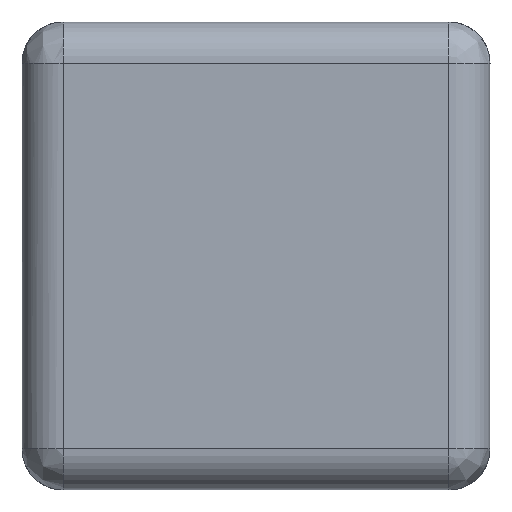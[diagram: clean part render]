
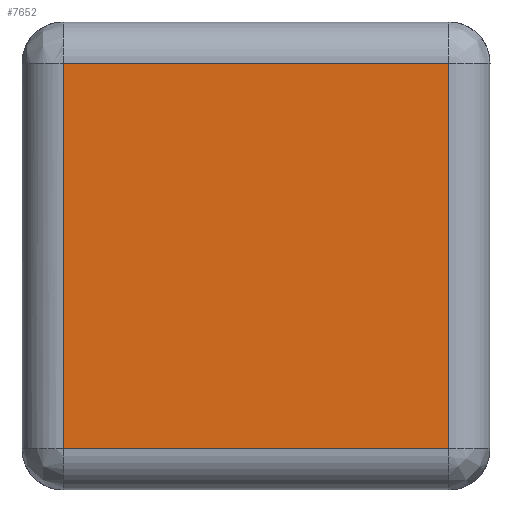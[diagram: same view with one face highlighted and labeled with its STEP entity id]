
A CAD part, left-side view. The second image highlights one B-rep face of the part: STEP entity #7652.
In plain terms, the highlighted planar face has unit normal (-1, 0, 0).
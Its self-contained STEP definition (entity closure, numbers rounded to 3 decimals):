
#274 = CARTESIAN_POINT ( 'NONE',  ( -1.6, -0.7, 1.55 ) ) ;
#297 = DIRECTION ( 'NONE',  ( 0., 0., -1. ) ) ;
#768 = CARTESIAN_POINT ( 'NONE',  ( -1.6, -0.7, 1.55 ) ) ;
#970 = PLANE ( 'NONE',  #3607 ) ;
#975 = LINE ( 'NONE', #6647, #5706 ) ;
#978 = DIRECTION ( 'NONE',  ( 0., -1., 0. ) ) ;
#1560 = ORIENTED_EDGE ( 'NONE', *, *, #2583, .F. ) ;
#2209 = EDGE_LOOP ( 'NONE', ( #5115, #5918, #1560, #5534 ) ) ;
#2376 = CARTESIAN_POINT ( 'NONE',  ( -1.6, 0.7, 0.15 ) ) ;
#2388 = VECTOR ( 'NONE', #7194, 1000. ) ;
#2441 = VERTEX_POINT ( 'NONE', #768 ) ;
#2553 = EDGE_CURVE ( 'NONE', #7238, #2441, #6075, .T. ) ;
#2556 = EDGE_CURVE ( 'NONE', #2441, #3268, #5884, .T. ) ;
#2583 = EDGE_CURVE ( 'NONE', #5808, #7238, #975, .T. ) ;
#2595 = EDGE_CURVE ( 'NONE', #3268, #5808, #7193, .T. ) ;
#2603 = VECTOR ( 'NONE', #978, 1000. ) ;
#3268 = VERTEX_POINT ( 'NONE', #6044 ) ;
#3607 = AXIS2_PLACEMENT_3D ( 'NONE', #7747, #4300, #297 ) ;
#4292 = VECTOR ( 'NONE', #5490, 1000. ) ;
#4300 = DIRECTION ( 'NONE',  ( 1., 0., 0. ) ) ;
#5115 = ORIENTED_EDGE ( 'NONE', *, *, #2556, .F. ) ;
#5490 = DIRECTION ( 'NONE',  ( 0., 0., -1. ) ) ;
#5534 = ORIENTED_EDGE ( 'NONE', *, *, #2595, .F. ) ;
#5626 = CARTESIAN_POINT ( 'NONE',  ( -1.6, 0.7, 1.55 ) ) ;
#5706 = VECTOR ( 'NONE', #6090, 1000. ) ;
#5808 = VERTEX_POINT ( 'NONE', #7266 ) ;
#5884 = LINE ( 'NONE', #274, #4292 ) ;
#5918 = ORIENTED_EDGE ( 'NONE', *, *, #2553, .F. ) ;
#5976 = CARTESIAN_POINT ( 'NONE',  ( -1.6, -0.7, 1.55 ) ) ;
#6044 = CARTESIAN_POINT ( 'NONE',  ( -1.6, -0.7, 0.15 ) ) ;
#6075 = LINE ( 'NONE', #5976, #2603 ) ;
#6090 = DIRECTION ( 'NONE',  ( 0., 0., 1. ) ) ;
#6647 = CARTESIAN_POINT ( 'NONE',  ( -1.6, 0.7, 0.15 ) ) ;
#7193 = LINE ( 'NONE', #2376, #2388 ) ;
#7194 = DIRECTION ( 'NONE',  ( 0., 1., 0. ) ) ;
#7238 = VERTEX_POINT ( 'NONE', #5626 ) ;
#7266 = CARTESIAN_POINT ( 'NONE',  ( -1.6, 0.7, 0.15 ) ) ;
#7406 = FACE_OUTER_BOUND ( 'NONE', #2209, .T. ) ;
#7652 = ADVANCED_FACE ( 'NONE', ( #7406 ), #970, .F. ) ;
#7747 = CARTESIAN_POINT ( 'NONE',  ( -1.6, -0.7, 1.55 ) ) ;
